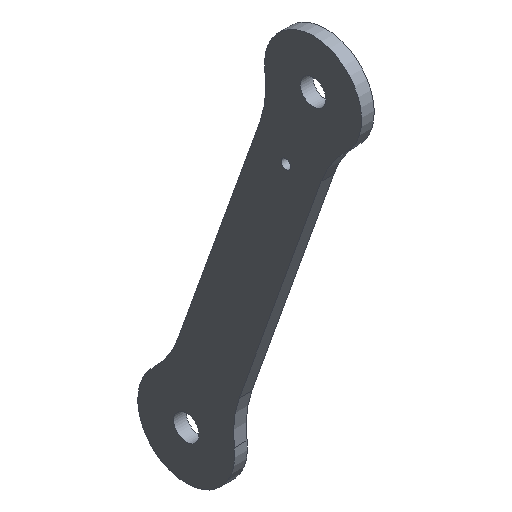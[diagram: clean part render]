
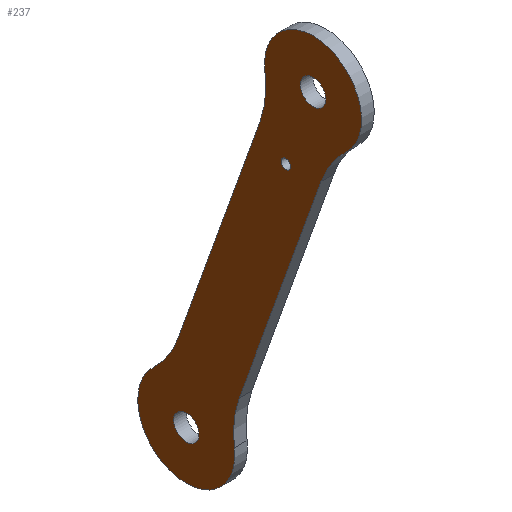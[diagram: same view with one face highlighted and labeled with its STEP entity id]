
A CAD part, isometric view. The second image highlights one B-rep face of the part: STEP entity #237.
In plain terms, the highlighted planar face has unit normal (-1, 0, 0).
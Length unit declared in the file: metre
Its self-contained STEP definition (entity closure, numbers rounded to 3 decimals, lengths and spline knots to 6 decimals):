
#22=PLANE('',#271);
#29=LINE('',#394,#41);
#33=LINE('',#402,#45);
#41=VECTOR('',#321,1.);
#45=VECTOR('',#327,1.);
#70=ORIENTED_EDGE('',*,*,#126,.T.);
#71=ORIENTED_EDGE('',*,*,#113,.T.);
#72=ORIENTED_EDGE('',*,*,#125,.F.);
#73=ORIENTED_EDGE('',*,*,#127,.T.);
#74=ORIENTED_EDGE('',*,*,#128,.F.);
#75=ORIENTED_EDGE('',*,*,#129,.T.);
#76=ORIENTED_EDGE('',*,*,#121,.T.);
#77=ORIENTED_EDGE('',*,*,#118,.T.);
#78=ORIENTED_EDGE('',*,*,#110,.F.);
#79=ORIENTED_EDGE('',*,*,#116,.T.);
#80=ORIENTED_EDGE('',*,*,#130,.F.);
#110=EDGE_CURVE('',#140,#141,#161,.T.);
#113=EDGE_CURVE('',#143,#143,#163,.T.);
#116=EDGE_CURVE('',#140,#145,#165,.T.);
#118=EDGE_CURVE('',#147,#141,#167,.T.);
#121=EDGE_CURVE('',#149,#147,#29,.T.);
#125=EDGE_CURVE('',#151,#145,#33,.T.);
#126=EDGE_CURVE('',#152,#152,#168,.T.);
#127=EDGE_CURVE('',#151,#153,#169,.T.);
#128=EDGE_CURVE('',#154,#153,#170,.T.);
#129=EDGE_CURVE('',#154,#149,#171,.T.);
#130=EDGE_CURVE('',#155,#155,#172,.F.);
#140=VERTEX_POINT('',#370);
#141=VERTEX_POINT('',#372);
#143=VERTEX_POINT('',#378);
#145=VERTEX_POINT('',#383);
#147=VERTEX_POINT('',#389);
#149=VERTEX_POINT('',#395);
#151=VERTEX_POINT('',#401);
#152=VERTEX_POINT('',#405);
#153=VERTEX_POINT('',#407);
#154=VERTEX_POINT('',#409);
#155=VERTEX_POINT('',#412);
#161=CIRCLE('',#259,0.012123);
#163=CIRCLE('',#262,0.003175);
#165=CIRCLE('',#265,0.024245);
#167=CIRCLE('',#268,0.024245);
#168=CIRCLE('',#272,0.001191);
#169=CIRCLE('',#273,0.024245);
#170=CIRCLE('',#274,0.012123);
#171=CIRCLE('',#275,0.024245);
#172=CIRCLE('',#276,0.003175);
#185=EDGE_LOOP('',(#70));
#186=EDGE_LOOP('',(#71));
#187=EDGE_LOOP('',(#72,#73,#74,#75,#76,#77,#78,#79));
#188=EDGE_LOOP('',(#80));
#207=FACE_BOUND('',#185,.T.);
#208=FACE_BOUND('',#186,.T.);
#209=FACE_BOUND('',#187,.T.);
#210=FACE_BOUND('',#188,.T.);
#237=ADVANCED_FACE('',(#207,#208,#209,#210),#22,.F.);
#259=AXIS2_PLACEMENT_3D('',#371,#295,#296);
#262=AXIS2_PLACEMENT_3D('',#377,#302,#303);
#265=AXIS2_PLACEMENT_3D('',#384,#309,#310);
#268=AXIS2_PLACEMENT_3D('',#388,#315,#316);
#271=AXIS2_PLACEMENT_3D('',#403,#328,#329);
#272=AXIS2_PLACEMENT_3D('',#404,#330,#331);
#273=AXIS2_PLACEMENT_3D('',#406,#332,#333);
#274=AXIS2_PLACEMENT_3D('',#408,#334,#335);
#275=AXIS2_PLACEMENT_3D('',#410,#336,#337);
#276=AXIS2_PLACEMENT_3D('',#411,#338,#339);
#295=DIRECTION('',(1.,0.,0.));
#296=DIRECTION('',(0.,-0.11,-0.994));
#302=DIRECTION('',(1.,0.,0.));
#303=DIRECTION('',(0.,-0.11,-0.994));
#309=DIRECTION('',(1.,0.,0.));
#310=DIRECTION('',(0.,-0.11,-0.994));
#315=DIRECTION('',(1.,0.,0.));
#316=DIRECTION('',(0.,-0.11,-0.994));
#321=DIRECTION('',(0.,0.337,-0.941));
#327=DIRECTION('',(0.,0.337,-0.941));
#328=DIRECTION('',(1.,0.,0.));
#329=DIRECTION('',(0.,0.994,-0.11));
#330=DIRECTION('',(1.,0.,0.));
#331=DIRECTION('',(0.,1.,0.));
#332=DIRECTION('',(1.,0.,0.));
#333=DIRECTION('',(0.,-0.11,-0.994));
#334=DIRECTION('',(1.,0.,0.));
#335=DIRECTION('',(0.,-0.11,-0.994));
#336=DIRECTION('',(1.,0.,0.));
#337=DIRECTION('',(0.,-0.11,-0.994));
#338=DIRECTION('',(1.,0.,0.));
#339=DIRECTION('',(0.,-0.11,-0.994));
#370=CARTESIAN_POINT('',(0.037667,0.489401,0.001543));
#371=CARTESIAN_POINT('',(0.037667,0.501418,-0.000053));
#372=CARTESIAN_POINT('',(0.037667,0.509691,0.008808));
#377=CARTESIAN_POINT('',(0.037667,0.501418,-0.000053));
#378=CARTESIAN_POINT('',(0.037667,0.501068,-0.003209));
#383=CARTESIAN_POINT('',(0.037667,0.488192,0.012908));
#384=CARTESIAN_POINT('',(0.037667,0.465366,0.004735));
#388=CARTESIAN_POINT('',(0.037667,0.526236,0.02653));
#389=CARTESIAN_POINT('',(0.037667,0.50341,0.018357));
#394=CARTESIAN_POINT('',(0.037667,0.494076,0.044425));
#395=CARTESIAN_POINT('',(0.037667,0.48296,0.07547));
#401=CARTESIAN_POINT('',(0.037667,0.467743,0.070021));
#402=CARTESIAN_POINT('',(0.037667,0.478859,0.038976));
#403=CARTESIAN_POINT('',(0.037667,0.486467,0.041701));
#404=CARTESIAN_POINT('',(0.037667,0.476546,0.069409));
#405=CARTESIAN_POINT('',(0.037667,0.477737,0.069409));
#406=CARTESIAN_POINT('',(0.037667,0.444917,0.061848));
#407=CARTESIAN_POINT('',(0.037667,0.461462,0.07957));
#408=CARTESIAN_POINT('',(0.037667,0.469735,0.088431));
#409=CARTESIAN_POINT('',(0.037667,0.481752,0.086835));
#410=CARTESIAN_POINT('',(0.037667,0.505787,0.083643));
#411=CARTESIAN_POINT('',(0.037667,0.469735,0.088431));
#412=CARTESIAN_POINT('',(0.037667,0.469385,0.085276));
